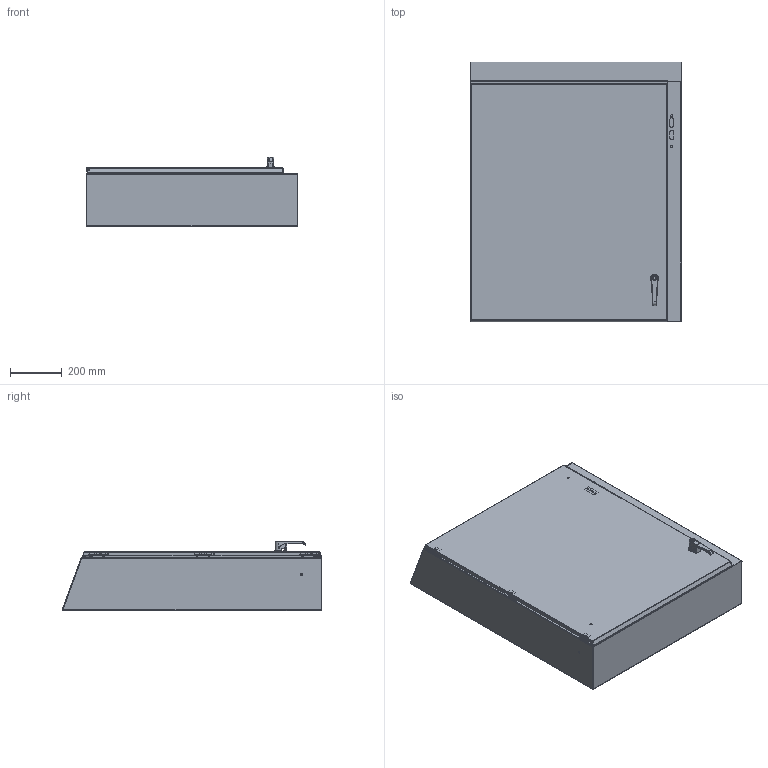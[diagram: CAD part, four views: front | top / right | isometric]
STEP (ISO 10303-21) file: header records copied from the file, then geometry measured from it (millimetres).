
FILE_DESCRIPTION(/* description */ ('N412,SD,ULTIMATE,SLOPE TOP, DISCONNECT, BACK & 3 SIDES, 36X32X08'),/* implementation_level */ '2;1');
FILE_NAME(/* name */ 'N412363208CSSSTD.stp',/* time_stamp */ '2016-03-11T16:13:10+06:00',/* author */ ('rsundaram2'),/* organization */ (''),/* preprocessor_version */ 'ST-DEVELOPER v16.1',/* originating_system */ 'Autodesk Inventor 2016',/* authorisation */ '');
FILE_SCHEMA (('AUTOMOTIVE_DESIGN { 1 0 10303 214 3 1 1 }'));
Products named in the file (47): N412363208CSSSTDB3S; 388151; N4123208CSSSTDTOP; 38846; N4123632CSSSTDLID; 17376 PIN; HFW328175; 17380 SCREW; 17723 BOX LEAF; 17723-UTI BRACKET; 17910 SEALING WASHER; HFW328176; HFW3161; 1000-02; 1000-23; 1000-277-03; 1000-458; 1000-458-SCHAUM; 1000-459; 1044-03-01; 1044-04-16; 1044-07; DIN3771_15X3_5; 388115; HFW3092; HFW30015; HFW3034; 37268; HFW31714_CAM; HFW31714_SCREW; HFW31714_SPACER; HFW31714_WASHER; HFW31714_NUT; HFW31714 (LEFT HINGE); HFW31713; HFW31713_SCREW; HFW31713_SPACER; HFW31713_WASHER; HFW31713_NUT; HFW31713 (LEFT HINGE) ...
Assembly tree (64 placements, depth 4):
  N412363208CSSSTD
    N412363208CSSSTDB3S
    388151  x4
    N4123208CSSSTDTOP
    38846  x2
    N4123632CSSSTDLID
    17376 PIN
    HFW328175  x3
    HFW328176  x3
      17376 PIN
      17380 SCREW
      17723 BOX LEAF
      17723-UTI BRACKET
      17910 SEALING WASHER
    HFW3161  x3
    HFW351101
      1000-02
      1000-23
      1000-277-03
      1000-458
      1000-458-SCHAUM
      1000-459
      1044-03-01
      1044-04-16
      1044-07-02
      1044-07
      DIN3771_15X3_5
    388115
    HFW3092
    HFW30015-8
      HFW30015
      HFW3034
      37268  x2
      HFW31714 (LEFT HINGE)
        HFW31714_CAM
        HFW31714_SCREW  x2
        HFW31714_SPACER
        HFW31714_WASHER
        HFW31714_NUT
      HFW31713 (LEFT HINGE)
        HFW31713
        HFW31713_SCREW  x2
        HFW31713_SPACER
        HFW31713_WASHER
        HFW31713_NUT
    34938
    349129  x2
    38811  x2
Bounding box: 812.8 x 999.67 x 266.22 mm (x, y, z)
Volume: 4751578.4 mm3; surface area: 5025562.6 mm2
Topology: 71 solids, 72 shells, 2548 faces, 6224 edges, 3839 vertices
Faces by surface type: plane 976, cylinder 917, cone 330, bspline 228, torus 81, sphere 16
Full cylindrical faces by diameter (mm): 2.362 x6, 2.6 x1, 3.175 x4, 3.317 x102, 3.683 x6, 3.861 x6, 3.962 x6, 4.166 x102, 4.25 x7, 4.366 x6, 4.572 x8, 4.762 x4, 4.826 x4, 4.978 x2, 5 x3, 5.1 x1, 5.359 x2, 5.5 x1, 5.6 x1, 5.715 x4, 5.8 x1, 6.35 x16, 6.502 x6, 6.985 x4, 7.137 x2, 7.62 x8, 7.798 x1, 7.938 x2, 8.128 x9, 8.382 x2
Entity records: 53462 total; most frequent: CARTESIAN_POINT 18663, DIRECTION 6960, ORIENTED_EDGE 6684, EDGE_CURVE 3342, AXIS2_PLACEMENT_3D 2590, VERTEX_POINT 2187, EDGE_LOOP 1859, LINE 1780
